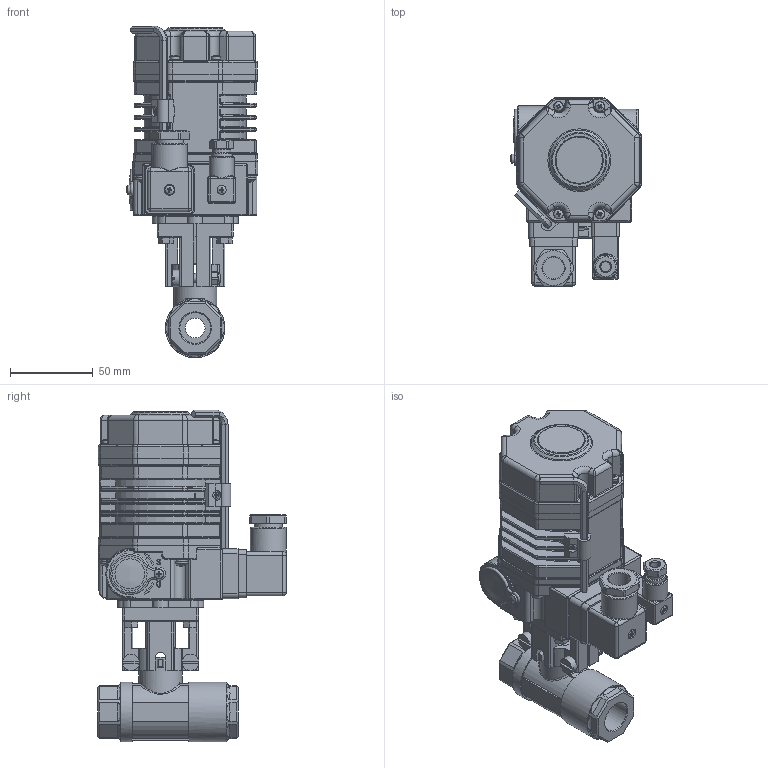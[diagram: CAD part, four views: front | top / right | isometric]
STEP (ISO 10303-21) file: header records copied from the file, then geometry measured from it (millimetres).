
FILE_DESCRIPTION(/* description */ ('Unknown'),/* implementation_level */ '2;1');
FILE_NAME(/* name */ 'AE01_02 814-04',/* time_stamp */ '2022-10-18T11:02:14+02:00',/* author */ ('Unknown'),/* organization */ ('Unknown'),/* preprocessor_version */ 'ST-DEVELOPER v16.7',/* originating_system */ 'Solid Edge',/* authorisation */ 'Unknown');
FILE_SCHEMA (('AUTOMOTIVE_DESIGN {1 0 10303 214 3 1 1}'));
Products named in the file (33): AE20-2.520.015; Befestigungsflansch_F05; AE01_AE02_(AE20_23); BQ02-011-2 喘謫眊; 狟粣創杶; 驱动轴; BQ02-036 忒梟裔; 躇猾祧菜; 52.5萇儂褲; BQ02萇ァ裔B; 躇猾菜; 售忒釱; 售忒; 滅阨諉芛-d; 滅阨諉芛-2; 坋趼蹟隊M4X16; 坋趼蹟隊M4X16_GB_CROSS_SCREWS_TYPE1 M4X12-12  H type-N; 粟菜 4_GB_FASTENER_WASHER_SSWL 4; す菜 4_GB_FASTENER_WASHER_PWSA 4; 坋趼蹟隊M3X14; 坋趼蹟隊M3X14_GB_CROSS_SCREWS_TYPE1 M3X14-14  H type-N; 粟菜 3_GB_FASTENER_WASHER_SSWL 3; す菜 3_GB_FASTENER_WASHER_PWSA 3; 坋趼蹟隊M3X8_GB_CROSS_SCREWS_TYPE1 M3X14-14  H type-N; 坋趼蹟隊M3X6_GB_CROSS_SCREWS_TYPE1 M3X14-14  H type-N; 硌尨攫; 硌渀; BQ02硌尨敦B; 2.520.015; Spindeladapter SW 9, Aufbau Backen f. 2.520.012; DIN558 M5x14; ISO1207_M5x25; DIN934_M5
Assembly tree (48 placements, depth 4):
  AE20-2.520.015
    Befestigungsflansch_F05  x2
    AE01_AE02_(AE20_23)
      BQ02-011-2 喘謫眊
      狟粣創杶
      驱动轴
      BQ02-036 忒梟裔
      躇猾祧菜
      52.5萇儂褲
      BQ02萇ァ裔B
      躇猾菜
      售忒釱
      售忒
      滅阨諉芛-d
      滅阨諉芛-2
      坋趼蹟隊M4X16  x4
        坋趼蹟隊M4X16_GB_CROSS_SCREWS_TYPE1 M4X12-12  H type-N
        粟菜 4_GB_FASTENER_WASHER_SSWL 4
        す菜 4_GB_FASTENER_WASHER_PWSA 4
      坋趼蹟隊M3X14  x4
        坋趼蹟隊M3X14_GB_CROSS_SCREWS_TYPE1 M3X14-14  H type-N
        粟菜 3_GB_FASTENER_WASHER_SSWL 3
        す菜 3_GB_FASTENER_WASHER_PWSA 3
      坋趼蹟隊M3X8_GB_CROSS_SCREWS_TYPE1 M3X14-14  H type-N  x4
      坋趼蹟隊M3X6_GB_CROSS_SCREWS_TYPE1 M3X14-14  H type-N  x2
      硌尨攫
      硌渀
      BQ02硌尨敦B
    2.520.015
    Spindeladapter SW 9, Aufbau Backen f. 2.520.012
    DIN558 M5x14  x4
    ISO1207_M5x25  x2
    DIN934_M5  x2
Bounding box: 79.37 x 114.05 x 200.35 mm (x, y, z)
Volume: 326771.4 mm3; surface area: 172845.9 mm2
Topology: 57 solids, 57 shells, 2811 faces, 6878 edges, 4185 vertices
Faces by surface type: plane 1092, cylinder 1023, torus 305, bspline 219, cone 87, sphere 85
Full cylindrical faces by diameter (mm): 2.5 x21, 3 x11, 3.102 x1, 3.2 x5, 3.3 x16, 3.4 x4, 3.5 x16, 4 x7, 4.134 x2, 4.2 x8, 4.3 x4, 4.4 x4, 4.5 x4, 4.7 x2, 5 x18, 5.4 x4, 5.5 x1, 5.6 x10, 6 x11, 6.5 x1, 6.8 x4, 8 x8, 10 x2, 10.9 x1, 11 x2, 12 x1, 12.5 x1, 13 x3, 15 x1, 16 x3
Entity records: 85011 total; most frequent: CARTESIAN_POINT 20717, DIRECTION 11963, ORIENTED_EDGE 11006, EDGE_CURVE 5503, AXIS2_PLACEMENT_3D 4748, VERTEX_POINT 3505, FACE_BOUND 2872, EDGE_LOOP 2831
